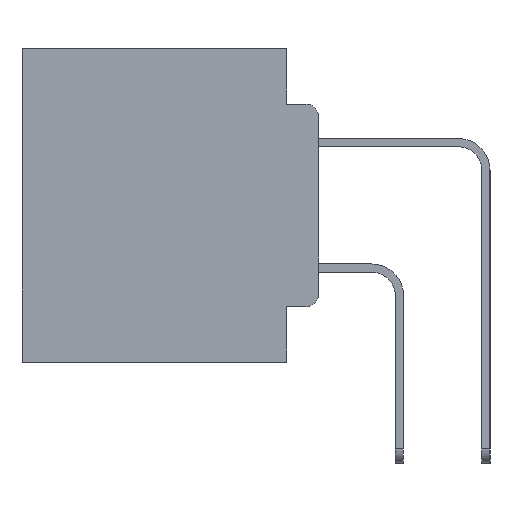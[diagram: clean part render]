
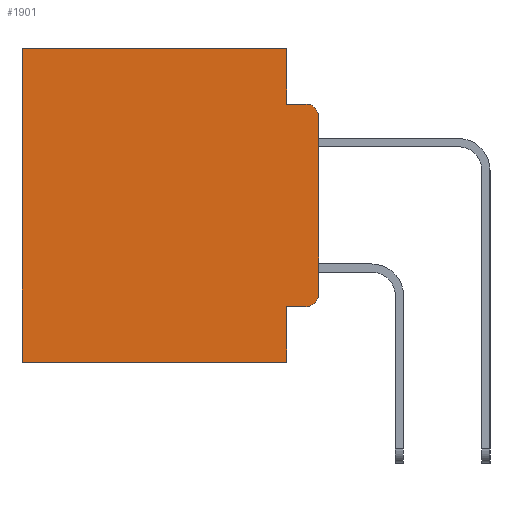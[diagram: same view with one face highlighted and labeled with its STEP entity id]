
A CAD part, left-side view. The second image highlights one B-rep face of the part: STEP entity #1901.
In plain terms, the highlighted planar face has unit normal (-1, 0, 0).
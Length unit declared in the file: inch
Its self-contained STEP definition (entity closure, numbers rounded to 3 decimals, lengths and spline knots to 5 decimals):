
#46 = CARTESIAN_POINT ( 'NONE',  ( 0.298, 0.051, -0.4115 ) ) ;
#161 = ORIENTED_EDGE ( 'NONE', *, *, #7408, .T. ) ;
#567 = CARTESIAN_POINT ( 'NONE',  ( 0.298, 0.051, 0. ) ) ;
#761 = CARTESIAN_POINT ( 'NONE',  ( 0.298, 0., -0.5 ) ) ;
#896 = ORIENTED_EDGE ( 'NONE', *, *, #1699, .T. ) ;
#911 = VECTOR ( 'NONE', #9974, 39.37008 ) ;
#1114 = CARTESIAN_POINT ( 'NONE',  ( 0.298, 0.473, -0.5 ) ) ;
#1382 = CARTESIAN_POINT ( 'NONE',  ( 0.298, 0.051, 0. ) ) ;
#1699 = EDGE_CURVE ( 'NONE', #18393, #1935, #4169, .T. ) ;
#1901 = ADVANCED_FACE ( 'NONE', ( #26071 ), #17936, .F. ) ;
#1920 = ORIENTED_EDGE ( 'NONE', *, *, #25741, .F. ) ;
#1935 = VERTEX_POINT ( 'NONE', #18113 ) ;
#2404 = VECTOR ( 'NONE', #22895, 39.37008 ) ;
#3241 = EDGE_CURVE ( 'NONE', #18393, #4910, #22531, .T. ) ;
#4119 = CARTESIAN_POINT ( 'NONE',  ( 0.298, 0., -0.3915 ) ) ;
#4169 = LINE ( 'NONE', #46, #19725 ) ;
#4721 = VECTOR ( 'NONE', #16465, 39.37008 ) ;
#4910 = VERTEX_POINT ( 'NONE', #8734 ) ;
#5090 = CARTESIAN_POINT ( 'NONE',  ( 0.298, 0., 0. ) ) ;
#5849 = CARTESIAN_POINT ( 'NONE',  ( 0.298, 0.051, -0.0885 ) ) ;
#6070 = EDGE_CURVE ( 'NONE', #4910, #6840, #6759, .T. ) ;
#6114 = LINE ( 'NONE', #14375, #4721 ) ;
#6252 = CARTESIAN_POINT ( 'NONE',  ( 0.298, 0., -0.1085 ) ) ;
#6759 = LINE ( 'NONE', #761, #11081 ) ;
#6840 = VERTEX_POINT ( 'NONE', #1114 ) ;
#6862 = CARTESIAN_POINT ( 'NONE',  ( 0.298, 0.051, -0.4115 ) ) ;
#7408 = EDGE_CURVE ( 'NONE', #19367, #12477, #20438, .T. ) ;
#7542 = DIRECTION ( 'NONE',  ( 0., 0., -1. ) ) ;
#7696 = AXIS2_PLACEMENT_3D ( 'NONE', #22214, #9828, #24234 ) ;
#7924 = CARTESIAN_POINT ( 'NONE',  ( 0.298, 0.02, -0.0885 ) ) ;
#7952 = ORIENTED_EDGE ( 'NONE', *, *, #3241, .F. ) ;
#8734 = CARTESIAN_POINT ( 'NONE',  ( 0.298, 0.051, -0.5 ) ) ;
#8757 = VECTOR ( 'NONE', #17812, 39.37008 ) ;
#9200 = EDGE_CURVE ( 'NONE', #12477, #6840, #16354, .T. ) ;
#9235 = VERTEX_POINT ( 'NONE', #4119 ) ;
#9548 = DIRECTION ( 'NONE',  ( 0., 0., -1. ) ) ;
#9828 = DIRECTION ( 'NONE',  ( -1., 0., 0. ) ) ;
#9974 = DIRECTION ( 'NONE',  ( 0., 0., -1. ) ) ;
#10762 = CIRCLE ( 'NONE', #7696, 0.02 ) ;
#10809 = VECTOR ( 'NONE', #20838, 39.37008 ) ;
#11081 = VECTOR ( 'NONE', #24115, 39.37008 ) ;
#11818 = CARTESIAN_POINT ( 'NONE',  ( 0.298, 0.02, -0.3915 ) ) ;
#11890 = LINE ( 'NONE', #24384, #911 ) ;
#12477 = VERTEX_POINT ( 'NONE', #25544 ) ;
#12881 = VERTEX_POINT ( 'NONE', #6252 ) ;
#13900 = DIRECTION ( 'NONE',  ( 0., 0., -1. ) ) ;
#14375 = CARTESIAN_POINT ( 'NONE',  ( 0.298, 0.051, -0.0885 ) ) ;
#14570 = LINE ( 'NONE', #20952, #2404 ) ;
#14766 = EDGE_CURVE ( 'NONE', #19367, #26336, #14570, .T. ) ;
#15764 = AXIS2_PLACEMENT_3D ( 'NONE', #11818, #26180, #13900 ) ;
#16354 = LINE ( 'NONE', #18758, #10809 ) ;
#16465 = DIRECTION ( 'NONE',  ( 0., -1., 0. ) ) ;
#17056 = VECTOR ( 'NONE', #9548, 39.37008 ) ;
#17309 = DIRECTION ( 'NONE',  ( 0., -1., 0. ) ) ;
#17531 = EDGE_CURVE ( 'NONE', #26336, #22946, #6114, .T. ) ;
#17812 = DIRECTION ( 'NONE',  ( 0., 1., 0. ) ) ;
#17936 = PLANE ( 'NONE',  #25139 ) ;
#18113 = CARTESIAN_POINT ( 'NONE',  ( 0.298, 0.02, -0.4115 ) ) ;
#18393 = VERTEX_POINT ( 'NONE', #6862 ) ;
#18758 = CARTESIAN_POINT ( 'NONE',  ( 0.298, 0.473, 0. ) ) ;
#18857 = CIRCLE ( 'NONE', #15764, 0.02 ) ;
#19367 = VERTEX_POINT ( 'NONE', #1382 ) ;
#19636 = ORIENTED_EDGE ( 'NONE', *, *, #21655, .T. ) ;
#19725 = VECTOR ( 'NONE', #17309, 39.37008 ) ;
#20015 = DIRECTION ( 'NONE',  ( 1., 0., 0. ) ) ;
#20438 = LINE ( 'NONE', #23871, #8757 ) ;
#20619 = EDGE_LOOP ( 'NONE', ( #1920, #19636, #25036, #26952, #161, #21243, #23146, #7952, #896, #25644 ) ) ;
#20838 = DIRECTION ( 'NONE',  ( 0., 0., -1. ) ) ;
#20952 = CARTESIAN_POINT ( 'NONE',  ( 0.298, 0.051, 0. ) ) ;
#21243 = ORIENTED_EDGE ( 'NONE', *, *, #9200, .T. ) ;
#21655 = EDGE_CURVE ( 'NONE', #12881, #22946, #10762, .T. ) ;
#22214 = CARTESIAN_POINT ( 'NONE',  ( 0.298, 0.02, -0.1085 ) ) ;
#22531 = LINE ( 'NONE', #567, #17056 ) ;
#22895 = DIRECTION ( 'NONE',  ( 0., 0., -1. ) ) ;
#22946 = VERTEX_POINT ( 'NONE', #7924 ) ;
#23146 = ORIENTED_EDGE ( 'NONE', *, *, #6070, .F. ) ;
#23508 = EDGE_CURVE ( 'NONE', #1935, #9235, #18857, .T. ) ;
#23871 = CARTESIAN_POINT ( 'NONE',  ( 0.298, 0., 0. ) ) ;
#24115 = DIRECTION ( 'NONE',  ( 0., 1., 0. ) ) ;
#24234 = DIRECTION ( 'NONE',  ( 0., 0., -1. ) ) ;
#24384 = CARTESIAN_POINT ( 'NONE',  ( 0.298, 0., 0. ) ) ;
#25036 = ORIENTED_EDGE ( 'NONE', *, *, #17531, .F. ) ;
#25139 = AXIS2_PLACEMENT_3D ( 'NONE', #5090, #20015, #7542 ) ;
#25544 = CARTESIAN_POINT ( 'NONE',  ( 0.298, 0.473, 0. ) ) ;
#25644 = ORIENTED_EDGE ( 'NONE', *, *, #23508, .T. ) ;
#25741 = EDGE_CURVE ( 'NONE', #12881, #9235, #11890, .T. ) ;
#26071 = FACE_OUTER_BOUND ( 'NONE', #20619, .T. ) ;
#26180 = DIRECTION ( 'NONE',  ( -1., 0., 0. ) ) ;
#26336 = VERTEX_POINT ( 'NONE', #5849 ) ;
#26952 = ORIENTED_EDGE ( 'NONE', *, *, #14766, .F. ) ;
